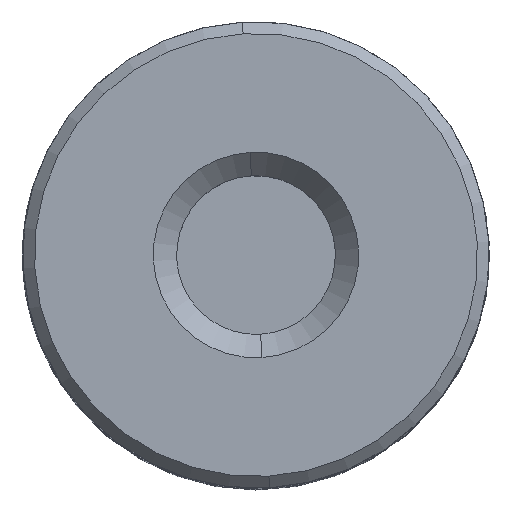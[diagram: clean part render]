
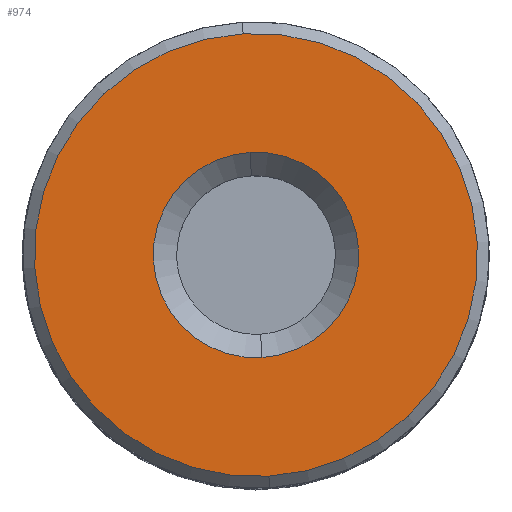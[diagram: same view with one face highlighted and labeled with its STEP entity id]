
A CAD part, top view. The second image highlights one B-rep face of the part: STEP entity #974.
In plain terms, the highlighted face is planar.
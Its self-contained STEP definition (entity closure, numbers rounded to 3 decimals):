
#47 = CIRCLE ( 'NONE', #1601, 9.49 ) ;
#88 = CARTESIAN_POINT ( 'NONE',  ( 0., 0., 0. ) ) ;
#94 = CARTESIAN_POINT ( 'NONE',  ( -4.4, 0., 0. ) ) ;
#99 = DIRECTION ( 'NONE',  ( 0., 0., 1. ) ) ;
#117 = AXIS2_PLACEMENT_3D ( 'NONE', #511, #502, #344 ) ;
#118 = DIRECTION ( 'NONE',  ( 1., 0., 0. ) ) ;
#125 = CARTESIAN_POINT ( 'NONE',  ( 0., 0., 0. ) ) ;
#153 = AXIS2_PLACEMENT_3D ( 'NONE', #125, #1123, #1638 ) ;
#344 = DIRECTION ( 'NONE',  ( 1., 0., 0. ) ) ;
#377 = ORIENTED_EDGE ( 'NONE', *, *, #1206, .T. ) ;
#390 = CARTESIAN_POINT ( 'NONE',  ( 0., 0., 0. ) ) ;
#402 = VERTEX_POINT ( 'NONE', #1957 ) ;
#418 = DIRECTION ( 'NONE',  ( 1., 0., 0. ) ) ;
#431 = ORIENTED_EDGE ( 'NONE', *, *, #822, .T. ) ;
#432 = FACE_OUTER_BOUND ( 'NONE', #1282, .T. ) ;
#470 = EDGE_CURVE ( 'NONE', #622, #2205, #2109, .T. ) ;
#502 = DIRECTION ( 'NONE',  ( 0., 0., 1. ) ) ;
#508 = AXIS2_PLACEMENT_3D ( 'NONE', #88, #99, #118 ) ;
#511 = CARTESIAN_POINT ( 'NONE',  ( 0., 0., 0. ) ) ;
#521 = DIRECTION ( 'NONE',  ( 0., 0., -1. ) ) ;
#599 = AXIS2_PLACEMENT_3D ( 'NONE', #390, #521, #418 ) ;
#622 = VERTEX_POINT ( 'NONE', #1373 ) ;
#665 = EDGE_LOOP ( 'NONE', ( #431, #876 ) ) ;
#772 = VERTEX_POINT ( 'NONE', #1428 ) ;
#822 = EDGE_CURVE ( 'NONE', #2205, #622, #1208, .T. ) ;
#858 = CIRCLE ( 'NONE', #599, 9.49 ) ;
#876 = ORIENTED_EDGE ( 'NONE', *, *, #470, .T. ) ;
#974 = ADVANCED_FACE ( 'NONE', ( #1338, #432 ), #2280, .F. ) ;
#1123 = DIRECTION ( 'NONE',  ( 0., 0., 1. ) ) ;
#1206 = EDGE_CURVE ( 'NONE', #402, #772, #47, .T. ) ;
#1208 = CIRCLE ( 'NONE', #117, 4.4 ) ;
#1265 = EDGE_CURVE ( 'NONE', #772, #402, #858, .T. ) ;
#1282 = EDGE_LOOP ( 'NONE', ( #377, #2259 ) ) ;
#1338 = FACE_BOUND ( 'NONE', #665, .T. ) ;
#1373 = CARTESIAN_POINT ( 'NONE',  ( 4.4, 0., 0. ) ) ;
#1428 = CARTESIAN_POINT ( 'NONE',  ( -9.49, 0., 0. ) ) ;
#1601 = AXIS2_PLACEMENT_3D ( 'NONE', #1816, #1820, #1829 ) ;
#1638 = DIRECTION ( 'NONE',  ( 1., 0., 0. ) ) ;
#1816 = CARTESIAN_POINT ( 'NONE',  ( 0., 0., 0. ) ) ;
#1820 = DIRECTION ( 'NONE',  ( 0., 0., -1. ) ) ;
#1829 = DIRECTION ( 'NONE',  ( 1., 0., 0. ) ) ;
#1957 = CARTESIAN_POINT ( 'NONE',  ( 9.49, 0., 0. ) ) ;
#2109 = CIRCLE ( 'NONE', #508, 4.4 ) ;
#2205 = VERTEX_POINT ( 'NONE', #94 ) ;
#2259 = ORIENTED_EDGE ( 'NONE', *, *, #1265, .T. ) ;
#2280 = PLANE ( 'NONE',  #153 ) ;
